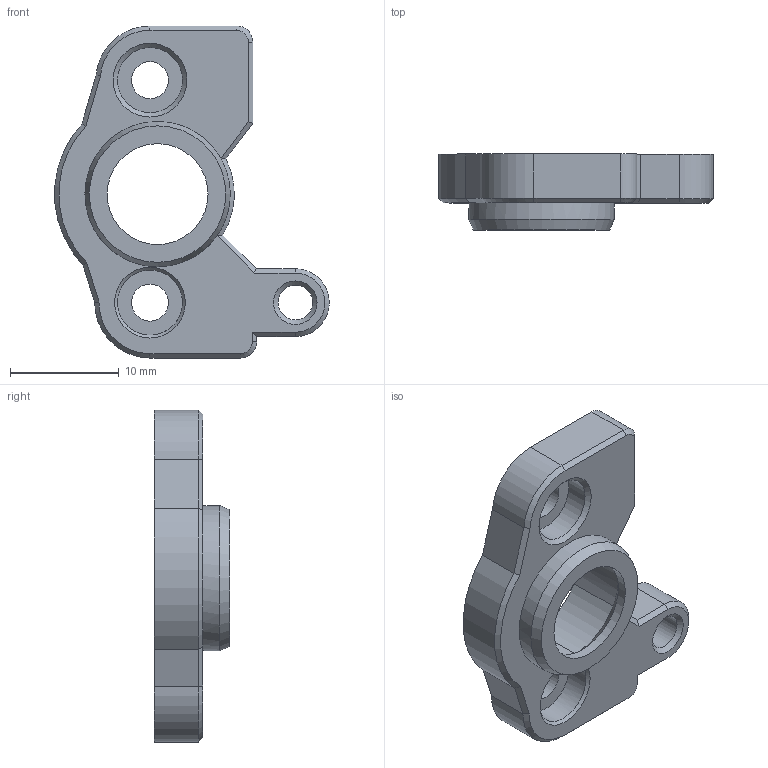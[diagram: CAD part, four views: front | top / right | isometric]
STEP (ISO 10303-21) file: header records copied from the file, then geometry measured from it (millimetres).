
FILE_DESCRIPTION(('HOOPS Exchange Step'),'2;1');
FILE_NAME('temp_export','2022-09-02T21:05:54+20:00',('mikearmstrong'),('Shapr3D Limited'),'HOOPS Exchange 2022.1','Shapr3D','Authorized');
FILE_SCHEMA( ('AP203_CONFIGURATION_CONTROLLED_3D_DESIGN_OF_MECHANICAL_PARTS_AND_ASSEMBLIES_MIM_LF') );
Length unit declared in the file: millimetre
Products named in the file (1): Main Body -Top
Bounding box: 25.29 x 7 x 30.59 mm (x, y, z)
Volume: 1683.4 mm3; surface area: 1702.9 mm2
Topology: 1 solids, 1 shells, 59 faces, 148 edges, 93 vertices
Faces by surface type: plane 25, cylinder 17, cone 16, bspline 1
Full cylindrical faces by diameter (mm): 3.2 x1, 3.4 x2, 6 x1, 9.3 x1, 13.38 x1
Entity records: 1997 total; most frequent: CARTESIAN_POINT 518, DIRECTION 314, ORIENTED_EDGE 296, EDGE_CURVE 148, AXIS2_PLACEMENT_3D 118, VERTEX_POINT 93, VECTOR 78, LINE 78
